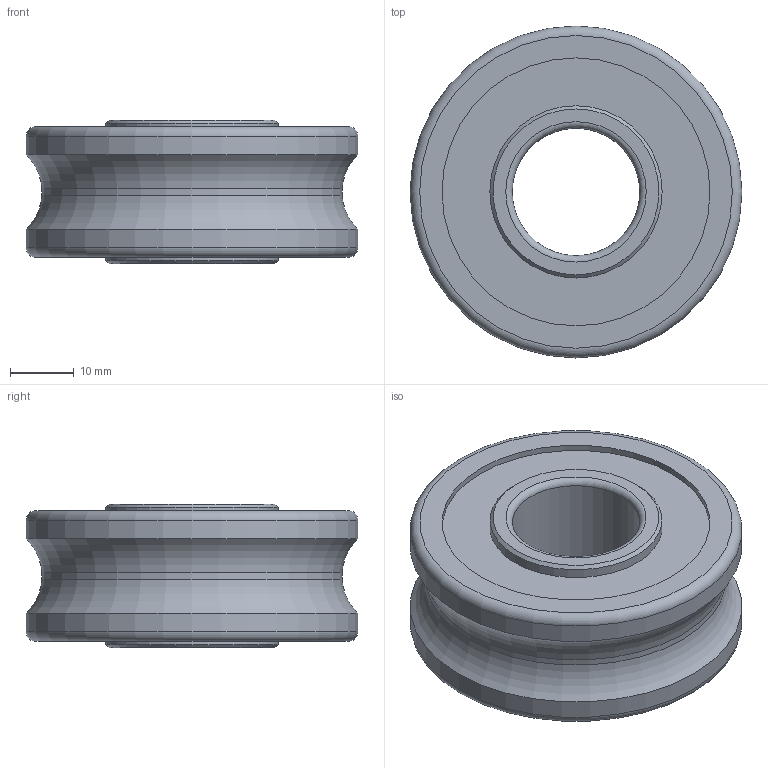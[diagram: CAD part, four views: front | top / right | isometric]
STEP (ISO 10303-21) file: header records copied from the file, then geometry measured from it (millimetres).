
FILE_DESCRIPTION(/* description */ ('KL LR16 ZZ'),/* implementation_level */ '2;1');
FILE_NAME(/* name */ 'ZEI_CAD_501726-0-REV01_#SALL_#AIN_#V1.step',/* time_stamp */ '2022-09-15T23:09:40+02:00',/* author */ ('MiniTec'),/* organization */ ('MiniTec GmbH & Co.KG'),/* preprocessor_version */ 'ST-DEVELOPER v18.1',/* originating_system */ 'Autodesk Inventor 2021',/* authorisation */ '');
FILE_SCHEMA (('CONFIG_CONTROL_DESIGN'));
Length unit declared in the file: millimetre
Products named in the file (1): leer
Bounding box: 52 x 52 x 22.5 mm (x, y, z)
Volume: 32634.4 mm3; surface area: 8760.8 mm2
Topology: 1 solids, 1 shells, 22 faces, 46 edges, 30 vertices
Faces by surface type: cylinder 8, plane 6, torus 6, cone 2
Full cylindrical faces by diameter (mm): 20 x1, 27 x2, 42 x2, 47.031 x1, 52 x2
Entity records: 655 total; most frequent: DIRECTION 128, CARTESIAN_POINT 99, ORIENTED_EDGE 92, AXIS2_PLACEMENT_3D 59, EDGE_CURVE 46, CIRCLE 36, VERTEX_POINT 30, EDGE_LOOP 28
